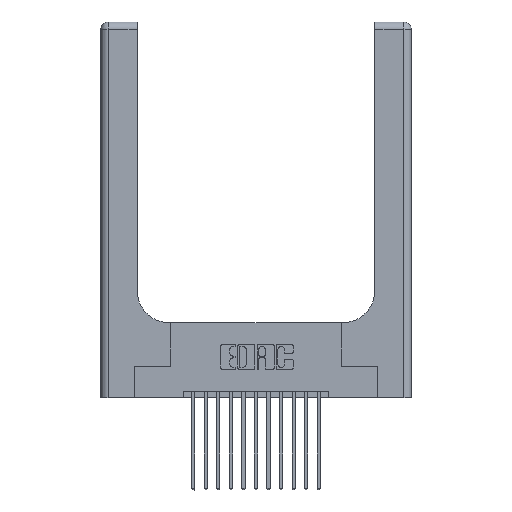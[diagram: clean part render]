
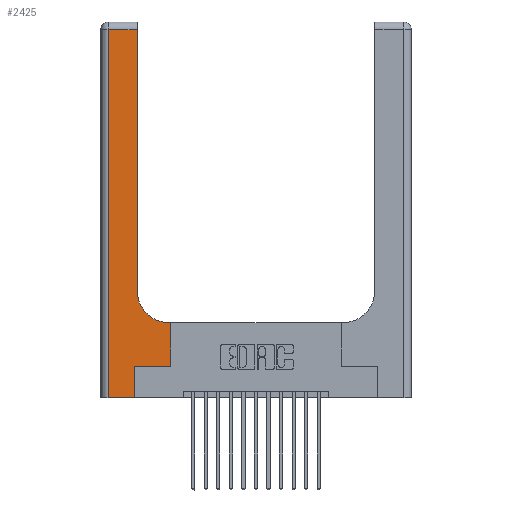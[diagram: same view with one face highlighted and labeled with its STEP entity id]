
A CAD part, top view. The second image highlights one B-rep face of the part: STEP entity #2425.
In plain terms, the highlighted planar face has unit normal (0, 0, 1).
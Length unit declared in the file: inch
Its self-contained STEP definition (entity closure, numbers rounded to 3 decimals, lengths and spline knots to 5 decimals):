
#223 = DIRECTION ( 'NONE',  ( -1., 0., 0. ) ) ;
#491 = DIRECTION ( 'NONE',  ( -1., 0., 0. ) ) ;
#982 = VERTEX_POINT ( 'NONE', #13978 ) ;
#1070 = EDGE_CURVE ( 'NONE', #7808, #16251, #7887, .T. ) ;
#1299 = FACE_OUTER_BOUND ( 'NONE', #8574, .T. ) ;
#1385 = CARTESIAN_POINT ( 'NONE',  ( 0.2915, 2.94, 0.37 ) ) ;
#1442 = CARTESIAN_POINT ( 'NONE',  ( 0.2915, 0.6, 0.37 ) ) ;
#1567 = DIRECTION ( 'NONE',  ( 1., 0., 0. ) ) ;
#1641 = CARTESIAN_POINT ( 'NONE',  ( 0., 3., 0.37 ) ) ;
#1852 = CARTESIAN_POINT ( 'NONE',  ( 0., 2.94, 0.37 ) ) ;
#2425 = ADVANCED_FACE ( 'NONE', ( #1299 ), #7189, .F. ) ;
#2629 = AXIS2_PLACEMENT_3D ( 'NONE', #1641, #8699, #491 ) ;
#2726 = EDGE_CURVE ( 'NONE', #13510, #12180, #6306, .T. ) ;
#2779 = ORIENTED_EDGE ( 'NONE', *, *, #15389, .T. ) ;
#3009 = DIRECTION ( 'NONE',  ( 0., 1., 0. ) ) ;
#3010 = DIRECTION ( 'NONE',  ( 1., 0., 0. ) ) ;
#3136 = CARTESIAN_POINT ( 'NONE',  ( 0., 0., 0.37 ) ) ;
#3706 = DIRECTION ( 'NONE',  ( 1., 0., 0. ) ) ;
#4754 = VECTOR ( 'NONE', #11585, 39.37008 ) ;
#4863 = ORIENTED_EDGE ( 'NONE', *, *, #2726, .T. ) ;
#5048 = CIRCLE ( 'NONE', #15327, 0.25 ) ;
#5276 = CARTESIAN_POINT ( 'NONE',  ( 0.5415, 0.6, 0.37 ) ) ;
#5422 = EDGE_CURVE ( 'NONE', #982, #7808, #6475, .T. ) ;
#6204 = VECTOR ( 'NONE', #3706, 39.37008 ) ;
#6293 = VECTOR ( 'NONE', #223, 39.37008 ) ;
#6306 = LINE ( 'NONE', #13324, #15888 ) ;
#6475 = LINE ( 'NONE', #7610, #7099 ) ;
#6716 = LINE ( 'NONE', #1442, #6293 ) ;
#6778 = CARTESIAN_POINT ( 'NONE',  ( 0.06, 0., 0.37 ) ) ;
#7099 = VECTOR ( 'NONE', #17275, 39.37008 ) ;
#7189 = PLANE ( 'NONE',  #2629 ) ;
#7610 = CARTESIAN_POINT ( 'NONE',  ( 0.06, 3., 0.37 ) ) ;
#7808 = VERTEX_POINT ( 'NONE', #6778 ) ;
#7865 = DIRECTION ( 'NONE',  ( 0., 1., 0. ) ) ;
#7887 = LINE ( 'NONE', #3136, #11371 ) ;
#7937 = LINE ( 'NONE', #17809, #6204 ) ;
#8019 = DIRECTION ( 'NONE',  ( 0., 1., 0. ) ) ;
#8196 = VECTOR ( 'NONE', #7865, 39.37008 ) ;
#8574 = EDGE_LOOP ( 'NONE', ( #11773, #17347, #12693, #17584, #10190, #9635, #4863, #15020, #2779 ) ) ;
#8699 = DIRECTION ( 'NONE',  ( 0., 0., -1. ) ) ;
#9363 = EDGE_CURVE ( 'NONE', #10018, #982, #15232, .T. ) ;
#9364 = EDGE_CURVE ( 'NONE', #11683, #10018, #17166, .T. ) ;
#9635 = ORIENTED_EDGE ( 'NONE', *, *, #13091, .T. ) ;
#9822 = CARTESIAN_POINT ( 'NONE',  ( 0.5585, 0.6, 0.37 ) ) ;
#10009 = EDGE_CURVE ( 'NONE', #12180, #11999, #6716, .T. ) ;
#10018 = VERTEX_POINT ( 'NONE', #1385 ) ;
#10190 = ORIENTED_EDGE ( 'NONE', *, *, #10787, .T. ) ;
#10243 = CARTESIAN_POINT ( 'NONE',  ( 0.269, 0., 0.37 ) ) ;
#10326 = VERTEX_POINT ( 'NONE', #17245 ) ;
#10787 = EDGE_CURVE ( 'NONE', #16251, #10326, #14302, .T. ) ;
#11371 = VECTOR ( 'NONE', #3010, 39.37008 ) ;
#11585 = DIRECTION ( 'NONE',  ( -1., 0., 0. ) ) ;
#11683 = VERTEX_POINT ( 'NONE', #15863 ) ;
#11773 = ORIENTED_EDGE ( 'NONE', *, *, #9364, .T. ) ;
#11999 = VERTEX_POINT ( 'NONE', #5276 ) ;
#12180 = VERTEX_POINT ( 'NONE', #9822 ) ;
#12693 = ORIENTED_EDGE ( 'NONE', *, *, #5422, .T. ) ;
#12938 = CARTESIAN_POINT ( 'NONE',  ( 0.5585, 0.25, 0.37 ) ) ;
#13091 = EDGE_CURVE ( 'NONE', #10326, #13510, #7937, .T. ) ;
#13324 = CARTESIAN_POINT ( 'NONE',  ( 0.5585, 0.25, 0.37 ) ) ;
#13510 = VERTEX_POINT ( 'NONE', #12938 ) ;
#13978 = CARTESIAN_POINT ( 'NONE',  ( 0.06, 2.94, 0.37 ) ) ;
#14302 = LINE ( 'NONE', #14800, #8196 ) ;
#14352 = VECTOR ( 'NONE', #3009, 39.37008 ) ;
#14800 = CARTESIAN_POINT ( 'NONE',  ( 0.269, 0., 0.37 ) ) ;
#15020 = ORIENTED_EDGE ( 'NONE', *, *, #10009, .T. ) ;
#15232 = LINE ( 'NONE', #1852, #4754 ) ;
#15327 = AXIS2_PLACEMENT_3D ( 'NONE', #15387, #16675, #1567 ) ;
#15387 = CARTESIAN_POINT ( 'NONE',  ( 0.5415, 0.85, 0.37 ) ) ;
#15389 = EDGE_CURVE ( 'NONE', #11999, #11683, #5048, .T. ) ;
#15669 = CARTESIAN_POINT ( 'NONE',  ( 0.2915, 3., 0.37 ) ) ;
#15863 = CARTESIAN_POINT ( 'NONE',  ( 0.2915, 0.85, 0.37 ) ) ;
#15888 = VECTOR ( 'NONE', #8019, 39.37008 ) ;
#16251 = VERTEX_POINT ( 'NONE', #10243 ) ;
#16675 = DIRECTION ( 'NONE',  ( 0., 0., -1. ) ) ;
#17166 = LINE ( 'NONE', #15669, #14352 ) ;
#17245 = CARTESIAN_POINT ( 'NONE',  ( 0.269, 0.25, 0.37 ) ) ;
#17275 = DIRECTION ( 'NONE',  ( 0., -1., 0. ) ) ;
#17347 = ORIENTED_EDGE ( 'NONE', *, *, #9363, .T. ) ;
#17584 = ORIENTED_EDGE ( 'NONE', *, *, #1070, .T. ) ;
#17809 = CARTESIAN_POINT ( 'NONE',  ( 0.269, 0.25, 0.37 ) ) ;
